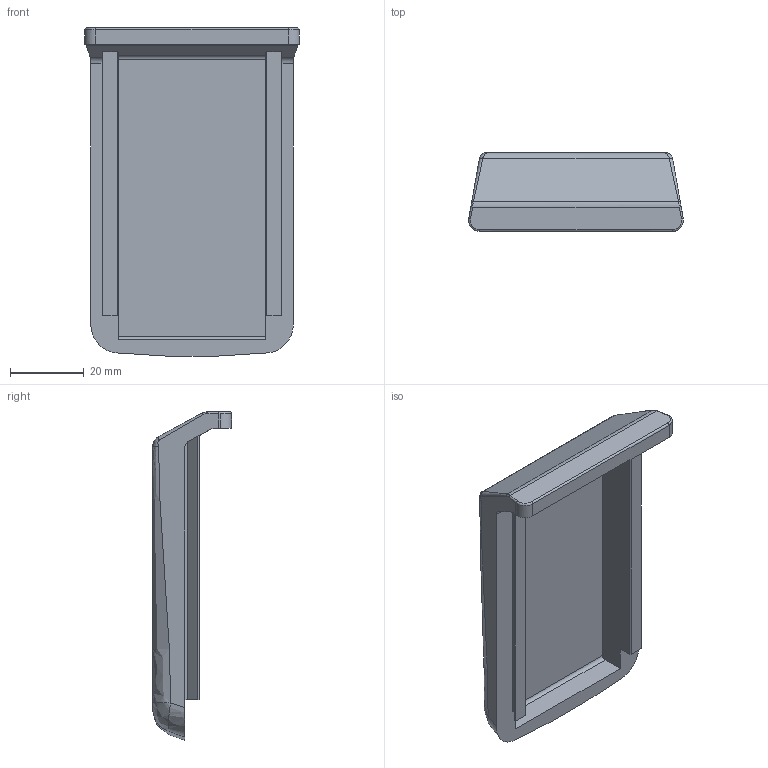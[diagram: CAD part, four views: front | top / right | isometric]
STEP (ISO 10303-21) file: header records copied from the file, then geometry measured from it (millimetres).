
FILE_DESCRIPTION (( 'STEP AP203' ), '1' );
FILE_NAME ('Battery cover REV-A.STEP', '2021-02-11T11:28:37', ( '' ), ( '' ), 'SwSTEP 2.0', 'SolidWorks 2019', '' );
FILE_SCHEMA (( 'CONFIG_CONTROL_DESIGN' ));
Length unit declared in the file: millimetre
Products named in the file (1): Battery cover REV-A
Bounding box: 58.43 x 21.5 x 89.3 mm (x, y, z)
Volume: 21745.1 mm3; surface area: 15859.2 mm2
Topology: 1 solids, 1 shells, 61 faces, 155 edges, 98 vertices
Faces by surface type: plane 28, bspline 18, cylinder 14, cone 1
Entity records: 2585 total; most frequent: CARTESIAN_POINT 1240, ORIENTED_EDGE 310, DIRECTION 200, EDGE_CURVE 155, VERTEX_POINT 98, LINE 76, VECTOR 76, EDGE_LOOP 63
